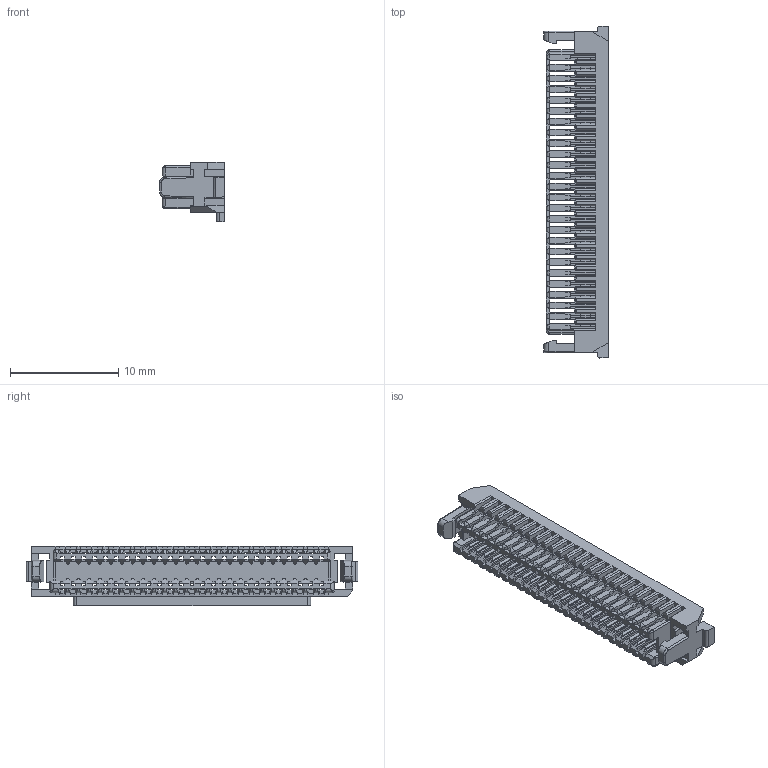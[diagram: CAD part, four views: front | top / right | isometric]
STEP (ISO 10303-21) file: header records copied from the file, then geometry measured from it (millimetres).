
FILE_DESCRIPTION (( 'STEP AP214' ), '1' );
FILE_NAME ('FHG10008-D50M2WHB.STEP', '2025-11-21T02:52:33', ( '' ), ( '' ), 'SwSTEP 2.0', 'SolidWorks 2021', '' );
FILE_SCHEMA (( 'AUTOMOTIVE_DESIGN' ));
Length unit declared in the file: millimetre
Products named in the file (1): FHG10008-D50M2WHB
Bounding box: 6 x 30.71 x 5.51 mm (x, y, z)
Volume: 311.7 mm3; surface area: 1819.9 mm2
Topology: 1 solids, 1 shells, 2255 faces, 6690 edges, 4284 vertices
Faces by surface type: plane 2121, cylinder 124, torus 6, bspline 4
Entity records: 74394 total; most frequent: CARTESIAN_POINT 14484, ORIENTED_EDGE 13380, DIRECTION 11106, EDGE_CURVE 6690, VECTOR 6430, LINE 6430, VERTEX_POINT 4284, AXIS2_PLACEMENT_3D 2338
